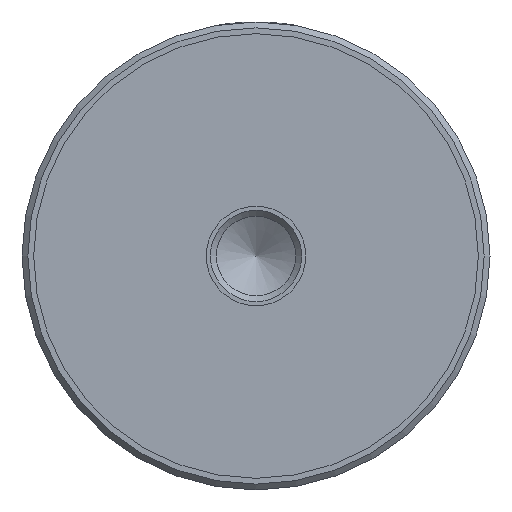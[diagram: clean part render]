
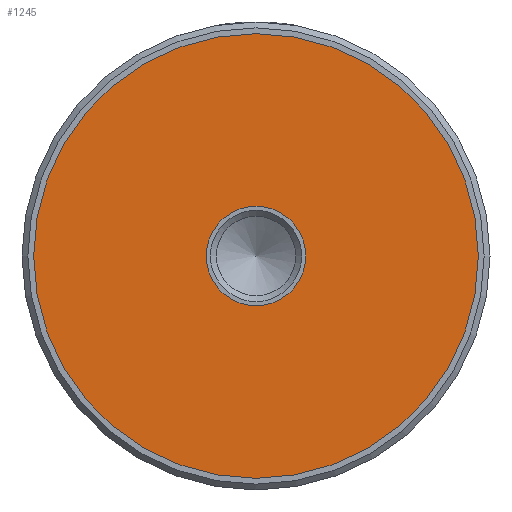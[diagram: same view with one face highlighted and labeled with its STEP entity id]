
A CAD part, front view. The second image highlights one B-rep face of the part: STEP entity #1245.
In plain terms, the highlighted planar face has unit normal (0, -1, 0).
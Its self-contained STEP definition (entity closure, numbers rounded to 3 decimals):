
#304 = CARTESIAN_POINT ( 'NONE',  ( 0., 0., 0. ) ) ;
#638 = AXIS2_PLACEMENT_3D ( 'NONE', #12757, #828, #2039 ) ;
#828 = DIRECTION ( 'NONE',  ( 0., -1., 0. ) ) ;
#1245 = ADVANCED_FACE ( 'NONE', ( #15053, #14672 ), #10271, .T. ) ;
#1356 = VERTEX_POINT ( 'NONE', #12726 ) ;
#2039 = DIRECTION ( 'NONE',  ( 0., 0., -1. ) ) ;
#2284 = EDGE_CURVE ( 'NONE', #10740, #10740, #11491, .T. ) ;
#3892 = CARTESIAN_POINT ( 'NONE',  ( 0., 0., 0. ) ) ;
#7025 = AXIS2_PLACEMENT_3D ( 'NONE', #3892, #8673, #14469 ) ;
#7339 = EDGE_LOOP ( 'NONE', ( #9415 ) ) ;
#7356 = DIRECTION ( 'NONE',  ( 0., 0., -1. ) ) ;
#8673 = DIRECTION ( 'NONE',  ( 0., -1., 0. ) ) ;
#9415 = ORIENTED_EDGE ( 'NONE', *, *, #10803, .F. ) ;
#10271 = PLANE ( 'NONE',  #638 ) ;
#10740 = VERTEX_POINT ( 'NONE', #11482 ) ;
#10803 = EDGE_CURVE ( 'NONE', #1356, #1356, #12569, .T. ) ;
#11482 = CARTESIAN_POINT ( 'NONE',  ( 0., 0., -19. ) ) ;
#11491 = CIRCLE ( 'NONE', #12478, 19. ) ;
#12246 = DIRECTION ( 'NONE',  ( 0., -1., 0. ) ) ;
#12478 = AXIS2_PLACEMENT_3D ( 'NONE', #304, #12246, #7356 ) ;
#12569 = CIRCLE ( 'NONE', #7025, 4.25 ) ;
#12726 = CARTESIAN_POINT ( 'NONE',  ( 0., 0., -4.25 ) ) ;
#12757 = CARTESIAN_POINT ( 'NONE',  ( 0., 0., 0. ) ) ;
#13186 = ORIENTED_EDGE ( 'NONE', *, *, #2284, .T. ) ;
#14469 = DIRECTION ( 'NONE',  ( 0., 0., -1. ) ) ;
#14672 = FACE_OUTER_BOUND ( 'NONE', #14837, .T. ) ;
#14837 = EDGE_LOOP ( 'NONE', ( #13186 ) ) ;
#15053 = FACE_BOUND ( 'NONE', #7339, .T. ) ;
